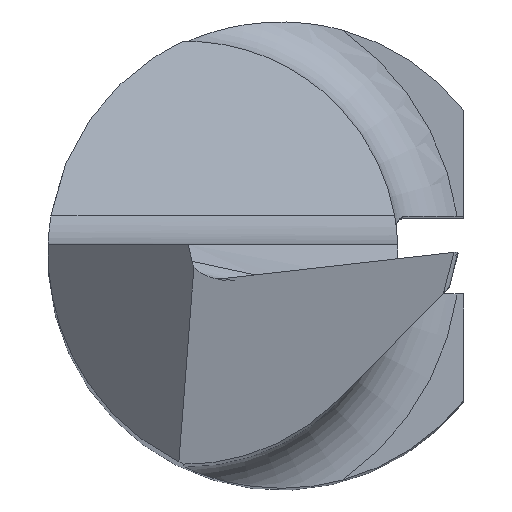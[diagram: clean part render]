
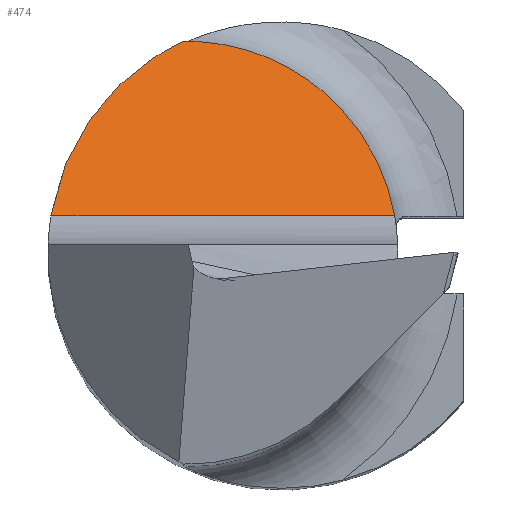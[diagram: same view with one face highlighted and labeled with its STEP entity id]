
A CAD part, top view. The second image highlights one B-rep face of the part: STEP entity #474.
In plain terms, the highlighted planar face has unit normal (0, 0.766, 0.643).
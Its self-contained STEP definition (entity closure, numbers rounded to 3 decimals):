
#50 = DIRECTION ( 'NONE',  ( 1., 0., 0. ) ) ;
#143 = DIRECTION ( 'NONE',  ( 0., -0.766, -0.643 ) ) ;
#172 = CARTESIAN_POINT ( 'NONE',  ( -1.255, 2.725, 29.825 ) ) ;
#223 = CARTESIAN_POINT ( 'NONE',  ( 1.458, 0.474, 32.507 ) ) ;
#231 = ORIENTED_EDGE ( 'NONE', *, *, #297, .T. ) ;
#248 = CARTESIAN_POINT ( 'NONE',  ( -3., 0.474, 32.507 ) ) ;
#274 = AXIS2_PLACEMENT_3D ( 'NONE', #986, #143, #679 ) ;
#294 = CARTESIAN_POINT ( 'NONE',  ( -1.255, 2.725, 29.825 ) ) ;
#297 = EDGE_CURVE ( 'NONE', #771, #504, #1202, .T. ) ;
#330 =( BOUNDED_CURVE ( )  B_SPLINE_CURVE ( 3, ( #1193, #357, #1130, #294 ),
 .UNSPECIFIED., .F., .F. ) 
 B_SPLINE_CURVE_WITH_KNOTS ( ( 4, 4 ),
 ( 4.871, 5.852 ),
 .UNSPECIFIED. ) 
 CURVE ( )  GEOMETRIC_REPRESENTATION_ITEM ( )  RATIONAL_B_SPLINE_CURVE ( ( 1., 0.921, 0.921, 1. ) ) 
 REPRESENTATION_ITEM ( '' )  );
#357 = CARTESIAN_POINT ( 'NONE',  ( -2.801, 1.483, 31.305 ) ) ;
#404 = VERTEX_POINT ( 'NONE', #880 ) ;
#474 = ADVANCED_FACE ( 'NONE', ( #611 ), #603, .F. ) ;
#504 = VERTEX_POINT ( 'NONE', #223 ) ;
#603 = PLANE ( 'NONE',  #274 ) ;
#611 = FACE_OUTER_BOUND ( 'NONE', #668, .T. ) ;
#615 = EDGE_CURVE ( 'NONE', #404, #504, #1029, .T. ) ;
#668 = EDGE_LOOP ( 'NONE', ( #1079, #742, #231 ) ) ;
#679 = DIRECTION ( 'NONE',  ( 0., 0.643, -0.766 ) ) ;
#684 = EDGE_CURVE ( 'NONE', #771, #404, #330, .T. ) ;
#742 = ORIENTED_EDGE ( 'NONE', *, *, #684, .F. ) ;
#771 = VERTEX_POINT ( 'NONE', #1059 ) ;
#880 = CARTESIAN_POINT ( 'NONE',  ( -1.255, 2.725, 29.825 ) ) ;
#923 = CARTESIAN_POINT ( 'NONE',  ( 0.141, 2.74, 29.807 ) ) ;
#969 = VECTOR ( 'NONE', #50, 1000. ) ;
#986 = CARTESIAN_POINT ( 'NONE',  ( -3., 0.474, 32.507 ) ) ;
#1029 =( BOUNDED_CURVE ( )  B_SPLINE_CURVE ( 3, ( #172, #923, #1109, #1123 ),
 .UNSPECIFIED., .F., .F. ) 
 B_SPLINE_CURVE_WITH_KNOTS ( ( 4, 4 ),
 ( 6.272, 7.679 ),
 .UNSPECIFIED. ) 
 CURVE ( )  GEOMETRIC_REPRESENTATION_ITEM ( )  RATIONAL_B_SPLINE_CURVE ( ( 1., 0.842, 0.842, 1. ) ) 
 REPRESENTATION_ITEM ( '' )  );
#1059 = CARTESIAN_POINT ( 'NONE',  ( -2.962, 0.474, 32.507 ) ) ;
#1079 = ORIENTED_EDGE ( 'NONE', *, *, #615, .F. ) ;
#1109 = CARTESIAN_POINT ( 'NONE',  ( 1.215, 1.849, 30.869 ) ) ;
#1123 = CARTESIAN_POINT ( 'NONE',  ( 1.458, 0.474, 32.507 ) ) ;
#1130 = CARTESIAN_POINT ( 'NONE',  ( -2.183, 2.298, 30.335 ) ) ;
#1193 = CARTESIAN_POINT ( 'NONE',  ( -2.962, 0.474, 32.507 ) ) ;
#1202 = LINE ( 'NONE', #248, #969 ) ;
